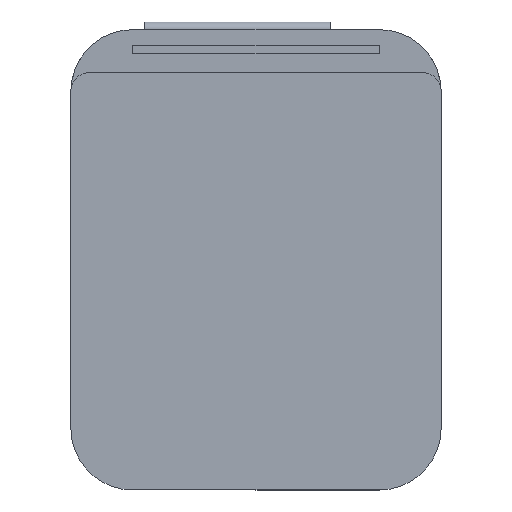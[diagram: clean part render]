
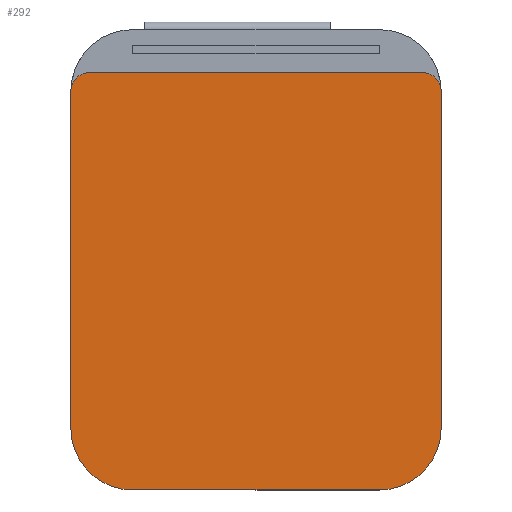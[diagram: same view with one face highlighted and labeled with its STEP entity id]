
A CAD part, top view. The second image highlights one B-rep face of the part: STEP entity #292.
In plain terms, the highlighted planar face has unit normal (0, 0, 1).
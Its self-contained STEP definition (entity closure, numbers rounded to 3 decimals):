
#145 = VERTEX_POINT('',#146);
#146 = CARTESIAN_POINT('',(13.681,-15.,1.8));
#152 = EDGE_CURVE('',#153,#145,#155,.T.);
#153 = VERTEX_POINT('',#154);
#154 = CARTESIAN_POINT('',(13.65,-15.,1.8));
#155 = CIRCLE('',#156,5.);
#156 = AXIS2_PLACEMENT_3D('',#157,#158,#159);
#157 = CARTESIAN_POINT('',(13.65,-10.,1.8));
#158 = DIRECTION('',(0.,0.,1.));
#159 = DIRECTION('',(1.,0.,-0.));
#185 = EDGE_CURVE('',#186,#153,#188,.T.);
#186 = VERTEX_POINT('',#187);
#187 = CARTESIAN_POINT('',(-13.65,-15.,1.8));
#188 = LINE('',#189,#190);
#189 = CARTESIAN_POINT('',(-18.65,-15.,1.8));
#190 = VECTOR('',#191,1.);
#191 = DIRECTION('',(1.,0.,0.));
#227 = VERTEX_POINT('',#228);
#228 = CARTESIAN_POINT('',(-13.65,15.,1.8));
#234 = EDGE_CURVE('',#235,#227,#237,.T.);
#235 = VERTEX_POINT('',#236);
#236 = CARTESIAN_POINT('',(13.65,15.,1.8));
#237 = LINE('',#238,#239);
#238 = CARTESIAN_POINT('',(18.65,15.,1.8));
#239 = VECTOR('',#240,1.);
#240 = DIRECTION('',(-1.,0.,0.));
#267 = VERTEX_POINT('',#268);
#268 = CARTESIAN_POINT('',(-18.65,-10.,1.8));
#274 = EDGE_CURVE('',#275,#267,#277,.T.);
#275 = VERTEX_POINT('',#276);
#276 = CARTESIAN_POINT('',(-18.65,10.,1.8));
#277 = LINE('',#278,#279);
#278 = CARTESIAN_POINT('',(-18.65,15.,1.8));
#279 = VECTOR('',#280,1.);
#280 = DIRECTION('',(0.,-1.,0.));
#292 = ADVANCED_FACE('',(#293),#346,.T.);
#293 = FACE_BOUND('',#294,.T.);
#294 = EDGE_LOOP('',(#295,#305,#314,#321,#322,#329,#330,#337,#338,#339)
  );
#295 = ORIENTED_EDGE('',*,*,#296,.F.);
#296 = EDGE_CURVE('',#297,#299,#301,.T.);
#297 = VERTEX_POINT('',#298);
#298 = CARTESIAN_POINT('',(15.172,13.5,1.8));
#299 = VERTEX_POINT('',#300);
#300 = CARTESIAN_POINT('',(15.172,-13.5,1.8));
#301 = LINE('',#302,#303);
#302 = CARTESIAN_POINT('',(15.172,14.763,1.8));
#303 = VECTOR('',#304,1.);
#304 = DIRECTION('',(0.,-1.,0.));
#305 = ORIENTED_EDGE('',*,*,#306,.T.);
#306 = EDGE_CURVE('',#297,#307,#309,.T.);
#307 = VERTEX_POINT('',#308);
#308 = CARTESIAN_POINT('',(13.681,15.,1.8));
#309 = CIRCLE('',#310,1.5);
#310 = AXIS2_PLACEMENT_3D('',#311,#312,#313);
#311 = CARTESIAN_POINT('',(13.672,13.5,1.8));
#312 = DIRECTION('',(0.,0.,1.));
#313 = DIRECTION('',(1.,0.,-0.));
#314 = ORIENTED_EDGE('',*,*,#315,.T.);
#315 = EDGE_CURVE('',#307,#235,#316,.T.);
#316 = CIRCLE('',#317,5.);
#317 = AXIS2_PLACEMENT_3D('',#318,#319,#320);
#318 = CARTESIAN_POINT('',(13.65,10.,1.8));
#319 = DIRECTION('',(0.,0.,1.));
#320 = DIRECTION('',(1.,0.,-0.));
#321 = ORIENTED_EDGE('',*,*,#234,.T.);
#322 = ORIENTED_EDGE('',*,*,#323,.T.);
#323 = EDGE_CURVE('',#227,#275,#324,.T.);
#324 = CIRCLE('',#325,5.);
#325 = AXIS2_PLACEMENT_3D('',#326,#327,#328);
#326 = CARTESIAN_POINT('',(-13.65,10.,1.8));
#327 = DIRECTION('',(0.,0.,1.));
#328 = DIRECTION('',(1.,0.,-0.));
#329 = ORIENTED_EDGE('',*,*,#274,.T.);
#330 = ORIENTED_EDGE('',*,*,#331,.T.);
#331 = EDGE_CURVE('',#267,#186,#332,.T.);
#332 = CIRCLE('',#333,5.);
#333 = AXIS2_PLACEMENT_3D('',#334,#335,#336);
#334 = CARTESIAN_POINT('',(-13.65,-10.,1.8));
#335 = DIRECTION('',(0.,0.,1.));
#336 = DIRECTION('',(1.,0.,-0.));
#337 = ORIENTED_EDGE('',*,*,#185,.T.);
#338 = ORIENTED_EDGE('',*,*,#152,.T.);
#339 = ORIENTED_EDGE('',*,*,#340,.T.);
#340 = EDGE_CURVE('',#145,#299,#341,.T.);
#341 = CIRCLE('',#342,1.5);
#342 = AXIS2_PLACEMENT_3D('',#343,#344,#345);
#343 = CARTESIAN_POINT('',(13.672,-13.5,1.8));
#344 = DIRECTION('',(0.,0.,1.));
#345 = DIRECTION('',(1.,0.,-0.));
#346 = PLANE('',#347);
#347 = AXIS2_PLACEMENT_3D('',#348,#349,#350);
#348 = CARTESIAN_POINT('',(0.,0.,1.8));
#349 = DIRECTION('',(0.,0.,1.));
#350 = DIRECTION('',(1.,0.,-0.));
